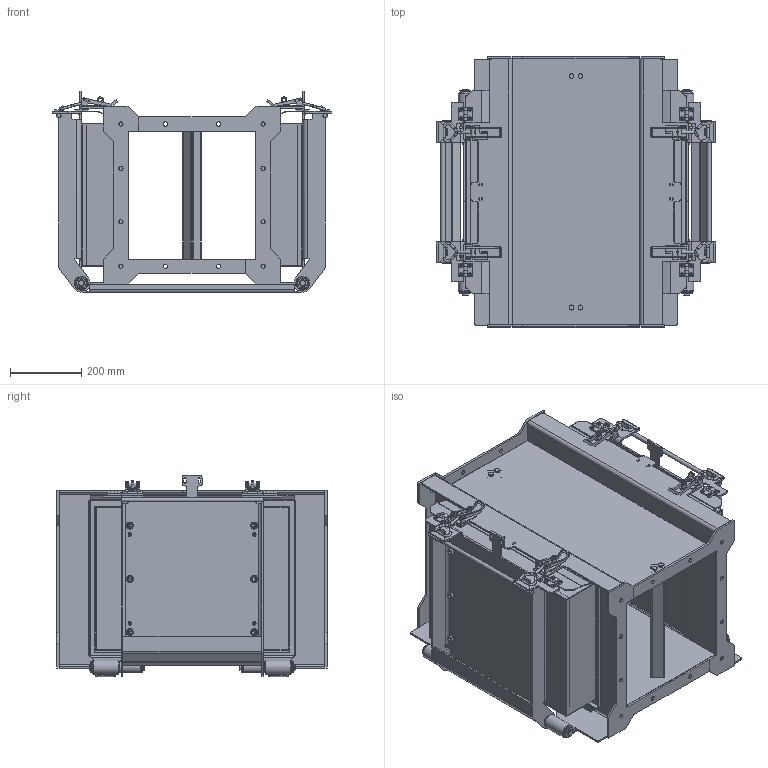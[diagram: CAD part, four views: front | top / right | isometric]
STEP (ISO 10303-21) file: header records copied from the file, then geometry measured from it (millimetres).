
FILE_DESCRIPTION(/* description */ (''),/* implementation_level */ '2;1');
FILE_NAME(/* name */ 'SBPF360001.stp',/* time_stamp */ '2020-06-22T07:13:25+02:00',/* author */ ('pw'),/* organization */ (''),/* preprocessor_version */ 'ST-DEVELOPER v16.5',/* originating_system */ 'Autodesk Inventor 2017',/* authorisation */ '');
FILE_SCHEMA (('AUTOMOTIVE_DESIGN { 1 0 10303 214 3 1 1 }'));
Products named in the file (1): SBPF360001
Bounding box: 786.18 x 760 x 566.36 mm (x, y, z)
Volume: 19864741.7 mm3; surface area: 8917596.3 mm2
Topology: 134 solids, 134 shells, 2344 faces, 5624 edges, 3592 vertices
Faces by surface type: plane 1392, cylinder 720, cone 160, torus 52, bspline 20
Full cylindrical faces by diameter (mm): 1.7 x8, 3 x8, 4 x16, 4.5 x16, 4.8 x8, 6 x8, 7 x24, 7.323 x8, 8 x12, 8.376 x20, 9 x8, 10 x24, 10.5 x12, 11.4 x8, 12 x44, 15.2 x8, 16 x32, 16.25 x4, 17 x8, 20 x12, 22 x12, 28 x8, 30 x12, 30.1 x4, 40 x4
Entity records: 70341 total; most frequent: CARTESIAN_POINT 14865, DIRECTION 11010, ORIENTED_EDGE 10048, EDGE_CURVE 5020, AXIS2_PLACEMENT_3D 3941, VERTEX_POINT 3484, EDGE_LOOP 3276, LINE 3128
